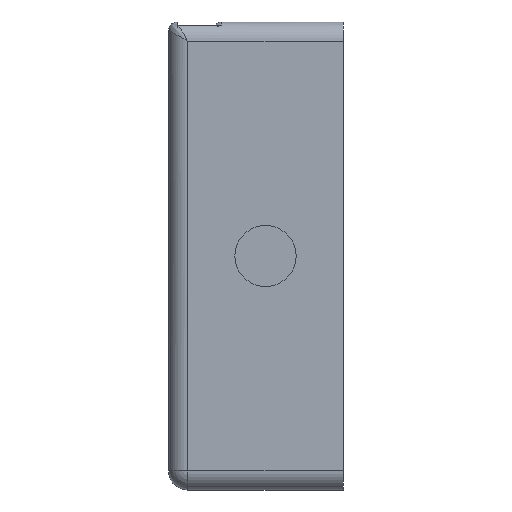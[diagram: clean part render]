
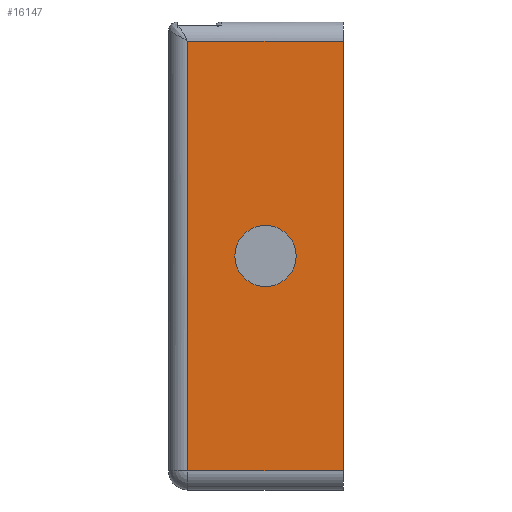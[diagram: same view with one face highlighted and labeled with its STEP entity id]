
A CAD part, left-side view. The second image highlights one B-rep face of the part: STEP entity #16147.
In plain terms, the highlighted planar face has unit normal (-1, 0, 0).
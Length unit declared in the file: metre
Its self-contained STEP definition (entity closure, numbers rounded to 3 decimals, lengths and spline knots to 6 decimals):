
#40=PLANE('',#16996);
#813=CIRCLE('',#16997,0.00889);
#1682=ORIENTED_EDGE('',*,*,#6368,.F.);
#1683=ORIENTED_EDGE('',*,*,#6369,.T.);
#1684=ORIENTED_EDGE('',*,*,#6370,.T.);
#1685=ORIENTED_EDGE('',*,*,#6361,.T.);
#1686=ORIENTED_EDGE('',*,*,#6371,.T.);
#6361=EDGE_CURVE('',#8701,#8702,#10243,.T.);
#6368=EDGE_CURVE('',#8706,#8706,#813,.T.);
#6369=EDGE_CURVE('',#8707,#8708,#10247,.F.);
#6370=EDGE_CURVE('',#8708,#8701,#10248,.F.);
#6371=EDGE_CURVE('',#8702,#8707,#10249,.T.);
#8701=VERTEX_POINT('',#23458);
#8702=VERTEX_POINT('',#23459);
#8706=VERTEX_POINT('',#23471);
#8707=VERTEX_POINT('',#23473);
#8708=VERTEX_POINT('',#23474);
#10243=LINE('',#23457,#12488);
#10247=LINE('',#23472,#12492);
#10248=LINE('',#23475,#12493);
#10249=LINE('',#23476,#12494);
#12488=VECTOR('',#18695,1.);
#12492=VECTOR('',#18709,1.);
#12493=VECTOR('',#18710,1.);
#12494=VECTOR('',#18711,1.);
#14116=EDGE_LOOP('',(#1682));
#14117=EDGE_LOOP('',(#1683,#1684,#1685,#1686));
#15169=FACE_BOUND('',#14116,.T.);
#15170=FACE_BOUND('',#14117,.T.);
#16147=ADVANCED_FACE('',(#15169,#15170),#40,.T.);
#16996=AXIS2_PLACEMENT_3D('',#23469,#18705,#18706);
#16997=AXIS2_PLACEMENT_3D('',#23470,#18707,#18708);
#18695=DIRECTION('',(0.,0.,1.));
#18705=DIRECTION('',(-1.,0.,0.));
#18706=DIRECTION('',(0.,0.,1.));
#18707=DIRECTION('',(-1.,0.,0.));
#18708=DIRECTION('',(0.,0.,1.));
#18709=DIRECTION('',(0.,0.,1.));
#18710=DIRECTION('',(0.,1.,0.));
#18711=DIRECTION('',(0.,1.,0.));
#23457=CARTESIAN_POINT('',(0.,-0.0508,0.067945));
#23458=CARTESIAN_POINT('',(0.,-0.0508,0.005519));
#23459=CARTESIAN_POINT('',(0.,-0.0508,0.130371));
#23469=CARTESIAN_POINT('',(0.,-0.0508,0.067945));
#23470=CARTESIAN_POINT('',(0.,-0.028159,0.067945));
#23471=CARTESIAN_POINT('',(0.,-0.028159,0.076835));
#23472=CARTESIAN_POINT('',(0.,-0.005519,0.));
#23473=CARTESIAN_POINT('',(0.,-0.005519,0.130371));
#23474=CARTESIAN_POINT('',(0.,-0.005519,0.005519));
#23475=CARTESIAN_POINT('',(0.,-0.0508,0.005519));
#23476=CARTESIAN_POINT('',(0.,-0.0508,0.130371));
